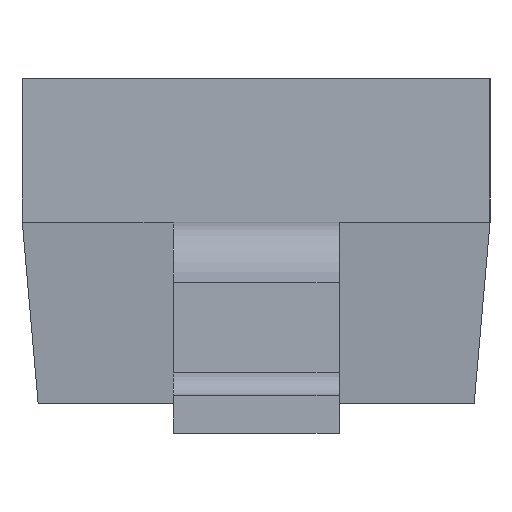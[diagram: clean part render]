
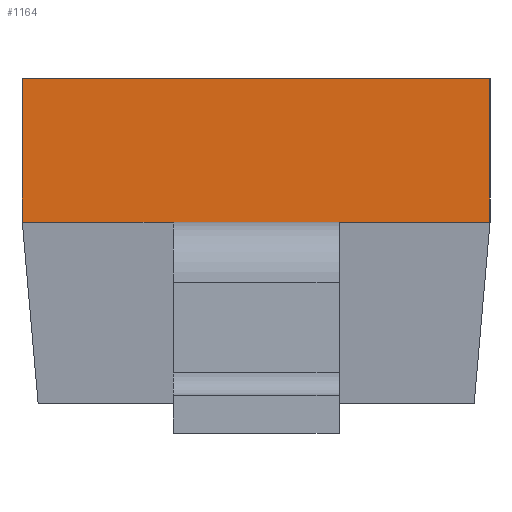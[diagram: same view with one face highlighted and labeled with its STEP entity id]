
A CAD part, left-side view. The second image highlights one B-rep face of the part: STEP entity #1164.
In plain terms, the highlighted planar face has unit normal (-1, 0, 0).
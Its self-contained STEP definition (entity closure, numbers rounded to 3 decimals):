
#26 = DIRECTION ( 'NONE',  ( 0., 0., -1. ) ) ;
#247 = LINE ( 'NONE', #1024, #11359 ) ;
#306 = EDGE_CURVE ( 'NONE', #11362, #5565, #3307, .T. ) ;
#947 = DIRECTION ( 'NONE',  ( 0., 0., -1. ) ) ;
#1024 = CARTESIAN_POINT ( 'NONE',  ( -1.35, -0.775, 0. ) ) ;
#1164 = ADVANCED_FACE ( 'NONE', ( #9665 ), #5719, .F. ) ;
#1824 = VERTEX_POINT ( 'NONE', #3922 ) ;
#1942 = EDGE_CURVE ( 'NONE', #1824, #2800, #7141, .T. ) ;
#2261 = DIRECTION ( 'NONE',  ( 0., -1., 0. ) ) ;
#2716 = ORIENTED_EDGE ( 'NONE', *, *, #306, .F. ) ;
#2800 = VERTEX_POINT ( 'NONE', #6992 ) ;
#3238 = ORIENTED_EDGE ( 'NONE', *, *, #7613, .T. ) ;
#3307 = LINE ( 'NONE', #7430, #6615 ) ;
#3808 = ORIENTED_EDGE ( 'NONE', *, *, #1942, .T. ) ;
#3922 = CARTESIAN_POINT ( 'NONE',  ( -1.35, 0.775, 0. ) ) ;
#4133 = ORIENTED_EDGE ( 'NONE', *, *, #4539, .F. ) ;
#4247 = ORIENTED_EDGE ( 'NONE', *, *, #9678, .T. ) ;
#4362 = LINE ( 'NONE', #9487, #10552 ) ;
#4539 = EDGE_CURVE ( 'NONE', #5565, #5060, #6741, .T. ) ;
#4553 = VERTEX_POINT ( 'NONE', #5771 ) ;
#5060 = VERTEX_POINT ( 'NONE', #8759 ) ;
#5565 = VERTEX_POINT ( 'NONE', #9627 ) ;
#5628 = EDGE_LOOP ( 'NONE', ( #3808, #3238, #4247, #4133, #2716, #12091 ) ) ;
#5719 = PLANE ( 'NONE',  #6643 ) ;
#5771 = CARTESIAN_POINT ( 'NONE',  ( -1.35, -0.275, 0. ) ) ;
#5917 = CARTESIAN_POINT ( 'NONE',  ( -1.35, -0.775, 0.475 ) ) ;
#6068 = DIRECTION ( 'NONE',  ( 0., -1., 0. ) ) ;
#6443 = DIRECTION ( 'NONE',  ( 0., 0., -1. ) ) ;
#6615 = VECTOR ( 'NONE', #9399, 1000. ) ;
#6643 = AXIS2_PLACEMENT_3D ( 'NONE', #5917, #9557, #947 ) ;
#6741 = LINE ( 'NONE', #8876, #12523 ) ;
#6889 = VECTOR ( 'NONE', #2261, 1000. ) ;
#6992 = CARTESIAN_POINT ( 'NONE',  ( -1.35, 0.275, 0. ) ) ;
#7141 = LINE ( 'NONE', #11057, #6889 ) ;
#7430 = CARTESIAN_POINT ( 'NONE',  ( -1.35, -0.775, 0.475 ) ) ;
#7588 = CARTESIAN_POINT ( 'NONE',  ( -1.35, 0.775, 0.475 ) ) ;
#7613 = EDGE_CURVE ( 'NONE', #2800, #4553, #247, .T. ) ;
#8333 = DIRECTION ( 'NONE',  ( 0., -1., 0. ) ) ;
#8759 = CARTESIAN_POINT ( 'NONE',  ( -1.35, -0.775, 0. ) ) ;
#8876 = CARTESIAN_POINT ( 'NONE',  ( -1.35, -0.775, 0.475 ) ) ;
#9399 = DIRECTION ( 'NONE',  ( 0., -1., 0. ) ) ;
#9487 = CARTESIAN_POINT ( 'NONE',  ( -1.35, -0.775, 0. ) ) ;
#9557 = DIRECTION ( 'NONE',  ( 1., 0., 0. ) ) ;
#9627 = CARTESIAN_POINT ( 'NONE',  ( -1.35, -0.775, 0.475 ) ) ;
#9665 = FACE_OUTER_BOUND ( 'NONE', #5628, .T. ) ;
#9678 = EDGE_CURVE ( 'NONE', #4553, #5060, #4362, .T. ) ;
#10421 = EDGE_CURVE ( 'NONE', #11362, #1824, #12259, .T. ) ;
#10552 = VECTOR ( 'NONE', #8333, 1000. ) ;
#11057 = CARTESIAN_POINT ( 'NONE',  ( -1.35, -0.775, 0. ) ) ;
#11359 = VECTOR ( 'NONE', #6068, 1000. ) ;
#11362 = VERTEX_POINT ( 'NONE', #7588 ) ;
#11697 = VECTOR ( 'NONE', #6443, 1000. ) ;
#12091 = ORIENTED_EDGE ( 'NONE', *, *, #10421, .T. ) ;
#12127 = CARTESIAN_POINT ( 'NONE',  ( -1.35, 0.775, 0.475 ) ) ;
#12259 = LINE ( 'NONE', #12127, #11697 ) ;
#12523 = VECTOR ( 'NONE', #26, 1000. ) ;
